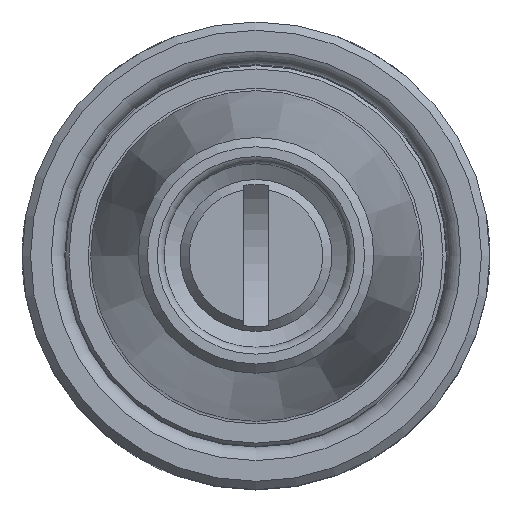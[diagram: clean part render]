
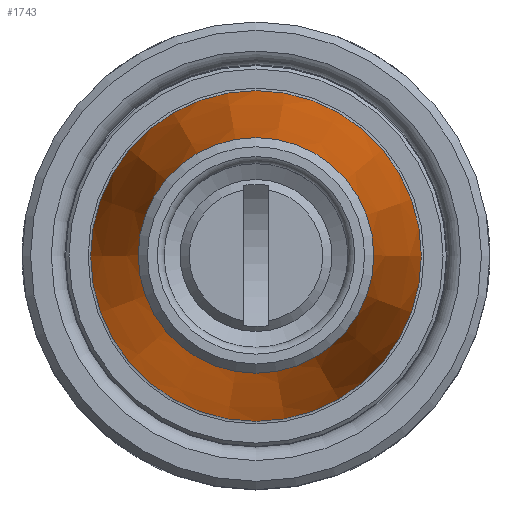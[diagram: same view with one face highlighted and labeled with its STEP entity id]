
A CAD part, top view. The second image highlights one B-rep face of the part: STEP entity #1743.
In plain terms, the highlighted conical face has half-angle 8 degrees and reference radius 9.9 mm.
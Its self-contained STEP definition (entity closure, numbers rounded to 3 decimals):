
#193=CONICAL_SURFACE('',#1841,9.9,0.14);
#239=ORIENTED_EDGE('',*,*,#549,.T.);
#240=ORIENTED_EDGE('',*,*,#543,.F.);
#543=EDGE_CURVE('',#699,#699,#815,.T.);
#549=EDGE_CURVE('',#705,#705,#821,.T.);
#699=VERTEX_POINT('',#2426);
#705=VERTEX_POINT('',#2441);
#815=CIRCLE('',#1833,7.054);
#821=CIRCLE('',#1842,9.9);
#909=EDGE_LOOP('',(#239));
#910=EDGE_LOOP('',(#240));
#1033=FACE_BOUND('',#909,.T.);
#1034=FACE_BOUND('',#910,.T.);
#1743=ADVANCED_FACE('',(#1033,#1034),#193,.T.);
#1833=AXIS2_PLACEMENT_3D('',#2425,#2018,#2019);
#1841=AXIS2_PLACEMENT_3D('',#2439,#2034,#2035);
#1842=AXIS2_PLACEMENT_3D('',#2440,#2036,#2037);
#2018=DIRECTION('',(0.,0.,1.));
#2019=DIRECTION('',(1.,0.,0.));
#2034=DIRECTION('',(0.,0.,-1.));
#2035=DIRECTION('',(-1.,0.,0.));
#2036=DIRECTION('',(0.,0.,1.));
#2037=DIRECTION('',(1.,0.,0.));
#2425=CARTESIAN_POINT('',(0.,0.,54.95));
#2426=CARTESIAN_POINT('',(7.054,0.,54.95));
#2439=CARTESIAN_POINT('',(0.,0.,34.698));
#2440=CARTESIAN_POINT('',(0.,0.,34.698));
#2441=CARTESIAN_POINT('',(9.9,0.,34.698));
